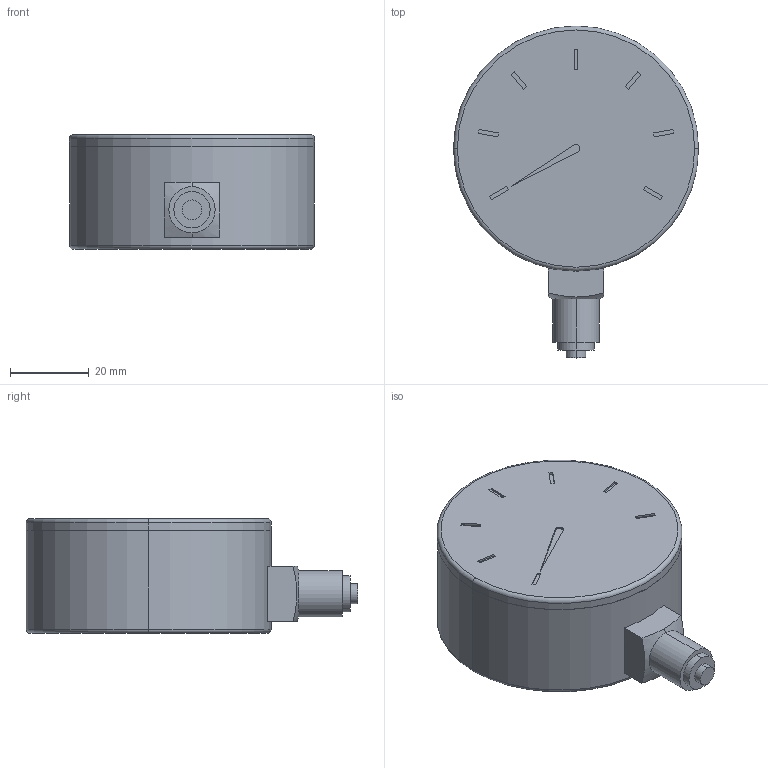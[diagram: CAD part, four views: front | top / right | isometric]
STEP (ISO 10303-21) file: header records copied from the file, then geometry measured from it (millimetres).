
FILE_DESCRIPTION (( 'STEP AP203' ), '1' );
FILE_NAME ('Manometr 0-160kPa.STEP', '2013-02-20T11:27:32', ( 'Uzivatel' ), ( 'HP' ), 'SwSTEP 2.0', 'SolidWorks 2012', '' );
FILE_SCHEMA (( 'CONFIG_CONTROL_DESIGN' ));
Length unit declared in the file: millimetre
Products named in the file (1): Manometr 0-160kPa
Bounding box: 62.1 x 84.05 x 29 mm (x, y, z)
Volume: 90209.2 mm3; surface area: 12871.8 mm2
Topology: 2 solids, 2 shells, 67 faces, 150 edges, 98 vertices
Faces by surface type: plane 48, cylinder 13, torus 4, cone 2
Entity records: 1951 total; most frequent: CARTESIAN_POINT 354, DIRECTION 314, ORIENTED_EDGE 300, EDGE_CURVE 150, LINE 110, VECTOR 110, AXIS2_PLACEMENT_3D 102, VERTEX_POINT 98
